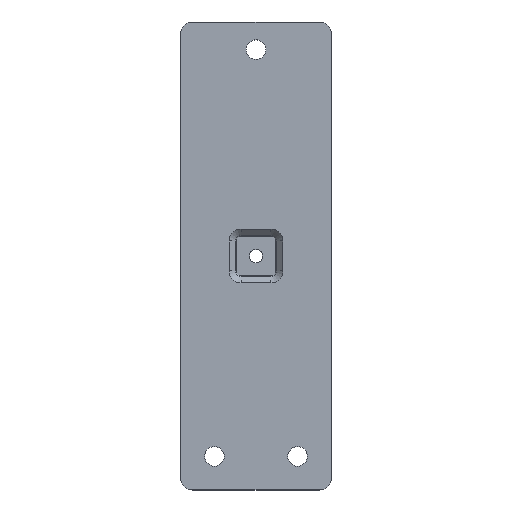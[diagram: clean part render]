
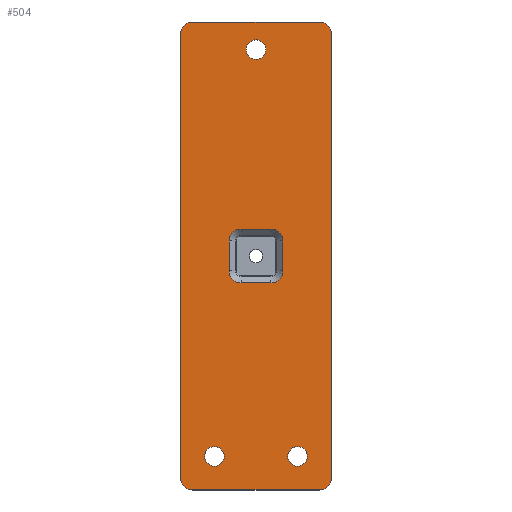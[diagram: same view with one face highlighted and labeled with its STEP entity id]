
A CAD part, top view. The second image highlights one B-rep face of the part: STEP entity #504.
In plain terms, the highlighted planar face has unit normal (0, 0, 1).
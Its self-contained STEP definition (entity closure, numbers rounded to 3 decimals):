
#195=CARTESIAN_POINT('Vertex',(8.25,173.5,25.)) ;
#209=CARTESIAN_POINT('Vertex',(-8.25,173.5,25.)) ;
#212=CARTESIAN_POINT('Axis2P3D Location',(0.,173.5,25.)) ;
#229=CARTESIAN_POINT('Axis2P3D Location',(0.,173.5,25.)) ;
#252=CARTESIAN_POINT('Vertex',(26.75,-168.5,25.)) ;
#266=CARTESIAN_POINT('Vertex',(43.25,-168.5,25.)) ;
#269=CARTESIAN_POINT('Axis2P3D Location',(35.,-168.5,25.)) ;
#286=CARTESIAN_POINT('Axis2P3D Location',(35.,-168.5,25.)) ;
#309=CARTESIAN_POINT('Vertex',(-43.25,-168.5,25.)) ;
#323=CARTESIAN_POINT('Vertex',(-26.75,-168.5,25.)) ;
#326=CARTESIAN_POINT('Axis2P3D Location',(-35.,-168.5,25.)) ;
#343=CARTESIAN_POINT('Axis2P3D Location',(-35.,-168.5,25.)) ;
#355=CARTESIAN_POINT('Axis2P3D Location',(0.,0.,25.)) ;
#360=CARTESIAN_POINT('Line Origine',(63.25,0.,25.)) ;
#364=CARTESIAN_POINT('Vertex',(63.25,-186.75,25.)) ;
#366=CARTESIAN_POINT('Vertex',(63.25,186.75,25.)) ;
#369=CARTESIAN_POINT('Axis2P3D Location',(53.25,186.75,25.)) ;
#373=CARTESIAN_POINT('Vertex',(53.25,196.75,25.)) ;
#376=CARTESIAN_POINT('Line Origine',(0.,196.75,25.)) ;
#380=CARTESIAN_POINT('Vertex',(-53.25,196.75,25.)) ;
#383=CARTESIAN_POINT('Axis2P3D Location',(-53.25,186.75,25.)) ;
#387=CARTESIAN_POINT('Vertex',(-63.25,186.75,25.)) ;
#390=CARTESIAN_POINT('Line Origine',(-63.25,0.,25.)) ;
#394=CARTESIAN_POINT('Vertex',(-63.25,-186.75,25.)) ;
#397=CARTESIAN_POINT('Axis2P3D Location',(-53.25,-186.75,25.)) ;
#401=CARTESIAN_POINT('Vertex',(-53.25,-196.75,25.)) ;
#404=CARTESIAN_POINT('Line Origine',(0.,-196.75,25.)) ;
#408=CARTESIAN_POINT('Vertex',(53.25,-196.75,25.)) ;
#411=CARTESIAN_POINT('Axis2P3D Location',(53.25,-186.75,25.)) ;
#426=CARTESIAN_POINT('Axis2P3D Location',(-12.6,12.6,25.)) ;
#430=CARTESIAN_POINT('Vertex',(-12.6,22.6,25.)) ;
#432=CARTESIAN_POINT('Vertex',(-22.6,12.6,25.)) ;
#435=CARTESIAN_POINT('Line Origine',(0.,22.6,25.)) ;
#439=CARTESIAN_POINT('Vertex',(12.6,22.6,25.)) ;
#442=CARTESIAN_POINT('Axis2P3D Location',(12.6,12.6,25.)) ;
#446=CARTESIAN_POINT('Vertex',(22.6,12.6,25.)) ;
#449=CARTESIAN_POINT('Line Origine',(22.6,0.,25.)) ;
#453=CARTESIAN_POINT('Vertex',(22.6,-12.6,25.)) ;
#456=CARTESIAN_POINT('Axis2P3D Location',(12.6,-12.6,25.)) ;
#460=CARTESIAN_POINT('Vertex',(12.6,-22.6,25.)) ;
#463=CARTESIAN_POINT('Line Origine',(0.,-22.6,25.)) ;
#467=CARTESIAN_POINT('Vertex',(-12.6,-22.6,25.)) ;
#470=CARTESIAN_POINT('Axis2P3D Location',(-12.6,-12.6,25.)) ;
#474=CARTESIAN_POINT('Vertex',(-22.6,-12.6,25.)) ;
#477=CARTESIAN_POINT('Line Origine',(-22.6,0.,25.)) ;
#213=DIRECTION('Axis2P3D Direction',(0.,-0.,-1.)) ;
#230=DIRECTION('Axis2P3D Direction',(0.,-0.,-1.)) ;
#270=DIRECTION('Axis2P3D Direction',(0.,-0.,-1.)) ;
#287=DIRECTION('Axis2P3D Direction',(0.,-0.,-1.)) ;
#327=DIRECTION('Axis2P3D Direction',(0.,-0.,-1.)) ;
#344=DIRECTION('Axis2P3D Direction',(0.,-0.,-1.)) ;
#356=DIRECTION('Axis2P3D Direction',(0.,0.,1.)) ;
#357=DIRECTION('Axis2P3D XDirection',(1.,0.,0.)) ;
#361=DIRECTION('Vector Direction',(0.,-1.,0.)) ;
#370=DIRECTION('Axis2P3D Direction',(0.,0.,1.)) ;
#377=DIRECTION('Vector Direction',(1.,0.,0.)) ;
#384=DIRECTION('Axis2P3D Direction',(0.,0.,1.)) ;
#391=DIRECTION('Vector Direction',(0.,1.,0.)) ;
#398=DIRECTION('Axis2P3D Direction',(0.,0.,1.)) ;
#405=DIRECTION('Vector Direction',(-1.,0.,0.)) ;
#412=DIRECTION('Axis2P3D Direction',(0.,0.,1.)) ;
#427=DIRECTION('Axis2P3D Direction',(0.,0.,1.)) ;
#436=DIRECTION('Vector Direction',(1.,0.,0.)) ;
#443=DIRECTION('Axis2P3D Direction',(0.,0.,1.)) ;
#450=DIRECTION('Vector Direction',(0.,-1.,0.)) ;
#457=DIRECTION('Axis2P3D Direction',(0.,0.,1.)) ;
#464=DIRECTION('Vector Direction',(-1.,0.,0.)) ;
#471=DIRECTION('Axis2P3D Direction',(0.,0.,1.)) ;
#478=DIRECTION('Vector Direction',(0.,1.,0.)) ;
#214=AXIS2_PLACEMENT_3D('Circle Axis2P3D',#212,#213,$) ;
#231=AXIS2_PLACEMENT_3D('Circle Axis2P3D',#229,#230,$) ;
#271=AXIS2_PLACEMENT_3D('Circle Axis2P3D',#269,#270,$) ;
#288=AXIS2_PLACEMENT_3D('Circle Axis2P3D',#286,#287,$) ;
#328=AXIS2_PLACEMENT_3D('Circle Axis2P3D',#326,#327,$) ;
#345=AXIS2_PLACEMENT_3D('Circle Axis2P3D',#343,#344,$) ;
#358=AXIS2_PLACEMENT_3D('Plane Axis2P3D',#355,#356,#357) ;
#371=AXIS2_PLACEMENT_3D('Circle Axis2P3D',#369,#370,$) ;
#385=AXIS2_PLACEMENT_3D('Circle Axis2P3D',#383,#384,$) ;
#399=AXIS2_PLACEMENT_3D('Circle Axis2P3D',#397,#398,$) ;
#413=AXIS2_PLACEMENT_3D('Circle Axis2P3D',#411,#412,$) ;
#428=AXIS2_PLACEMENT_3D('Circle Axis2P3D',#426,#427,$) ;
#444=AXIS2_PLACEMENT_3D('Circle Axis2P3D',#442,#443,$) ;
#458=AXIS2_PLACEMENT_3D('Circle Axis2P3D',#456,#457,$) ;
#472=AXIS2_PLACEMENT_3D('Circle Axis2P3D',#470,#471,$) ;
#417=ORIENTED_EDGE('',*,*,#368,.T.) ;
#418=ORIENTED_EDGE('',*,*,#375,.F.) ;
#419=ORIENTED_EDGE('',*,*,#382,.T.) ;
#420=ORIENTED_EDGE('',*,*,#389,.F.) ;
#421=ORIENTED_EDGE('',*,*,#396,.T.) ;
#422=ORIENTED_EDGE('',*,*,#403,.F.) ;
#423=ORIENTED_EDGE('',*,*,#410,.T.) ;
#424=ORIENTED_EDGE('',*,*,#415,.F.) ;
#483=ORIENTED_EDGE('',*,*,#434,.F.) ;
#484=ORIENTED_EDGE('',*,*,#441,.F.) ;
#485=ORIENTED_EDGE('',*,*,#448,.F.) ;
#486=ORIENTED_EDGE('',*,*,#455,.F.) ;
#487=ORIENTED_EDGE('',*,*,#462,.F.) ;
#488=ORIENTED_EDGE('',*,*,#469,.F.) ;
#489=ORIENTED_EDGE('',*,*,#476,.F.) ;
#490=ORIENTED_EDGE('',*,*,#481,.F.) ;
#493=ORIENTED_EDGE('',*,*,#216,.F.) ;
#494=ORIENTED_EDGE('',*,*,#233,.F.) ;
#497=ORIENTED_EDGE('',*,*,#273,.F.) ;
#498=ORIENTED_EDGE('',*,*,#290,.F.) ;
#501=ORIENTED_EDGE('',*,*,#330,.F.) ;
#502=ORIENTED_EDGE('',*,*,#347,.F.) ;
#491=FACE_BOUND('',#482,.T.) ;
#495=FACE_BOUND('',#492,.T.) ;
#499=FACE_BOUND('',#496,.T.) ;
#503=FACE_BOUND('',#500,.T.) ;
#362=VECTOR('Line Direction',#361,1.) ;
#378=VECTOR('Line Direction',#377,1.) ;
#392=VECTOR('Line Direction',#391,1.) ;
#406=VECTOR('Line Direction',#405,1.) ;
#437=VECTOR('Line Direction',#436,1.) ;
#451=VECTOR('Line Direction',#450,1.) ;
#465=VECTOR('Line Direction',#464,1.) ;
#479=VECTOR('Line Direction',#478,1.) ;
#504=ADVANCED_FACE('PartBody',(#425,#491,#495,#499,#503),#359,.T.) ;
#215=CIRCLE('generated circle',#214,8.25) ;
#232=CIRCLE('generated circle',#231,8.25) ;
#272=CIRCLE('generated circle',#271,8.25) ;
#289=CIRCLE('generated circle',#288,8.25) ;
#329=CIRCLE('generated circle',#328,8.25) ;
#346=CIRCLE('generated circle',#345,8.25) ;
#372=CIRCLE('generated circle',#371,10.) ;
#386=CIRCLE('generated circle',#385,10.) ;
#400=CIRCLE('generated circle',#399,10.) ;
#414=CIRCLE('generated circle',#413,10.) ;
#429=CIRCLE('generated circle',#428,10.) ;
#445=CIRCLE('generated circle',#444,10.) ;
#459=CIRCLE('generated circle',#458,10.) ;
#473=CIRCLE('generated circle',#472,10.) ;
#216=EDGE_CURVE('',#210,#196,#215,.F.) ;
#233=EDGE_CURVE('',#196,#210,#232,.F.) ;
#273=EDGE_CURVE('',#267,#253,#272,.F.) ;
#290=EDGE_CURVE('',#253,#267,#289,.F.) ;
#330=EDGE_CURVE('',#324,#310,#329,.F.) ;
#347=EDGE_CURVE('',#310,#324,#346,.F.) ;
#368=EDGE_CURVE('',#365,#367,#363,.F.) ;
#375=EDGE_CURVE('',#374,#367,#372,.F.) ;
#382=EDGE_CURVE('',#374,#381,#379,.F.) ;
#389=EDGE_CURVE('',#388,#381,#386,.F.) ;
#396=EDGE_CURVE('',#388,#395,#393,.F.) ;
#403=EDGE_CURVE('',#402,#395,#400,.F.) ;
#410=EDGE_CURVE('',#402,#409,#407,.F.) ;
#415=EDGE_CURVE('',#365,#409,#414,.F.) ;
#434=EDGE_CURVE('',#431,#433,#429,.T.) ;
#441=EDGE_CURVE('',#440,#431,#438,.F.) ;
#448=EDGE_CURVE('',#447,#440,#445,.T.) ;
#455=EDGE_CURVE('',#454,#447,#452,.F.) ;
#462=EDGE_CURVE('',#461,#454,#459,.T.) ;
#469=EDGE_CURVE('',#468,#461,#466,.F.) ;
#476=EDGE_CURVE('',#475,#468,#473,.T.) ;
#481=EDGE_CURVE('',#433,#475,#480,.F.) ;
#416=EDGE_LOOP('',(#417,#418,#419,#420,#421,#422,#423,#424)) ;
#482=EDGE_LOOP('',(#483,#484,#485,#486,#487,#488,#489,#490)) ;
#492=EDGE_LOOP('',(#493,#494)) ;
#496=EDGE_LOOP('',(#497,#498)) ;
#500=EDGE_LOOP('',(#501,#502)) ;
#425=FACE_OUTER_BOUND('',#416,.T.) ;
#363=LINE('Line',#360,#362) ;
#379=LINE('Line',#376,#378) ;
#393=LINE('Line',#390,#392) ;
#407=LINE('Line',#404,#406) ;
#438=LINE('Line',#435,#437) ;
#452=LINE('Line',#449,#451) ;
#466=LINE('Line',#463,#465) ;
#480=LINE('Line',#477,#479) ;
#359=PLANE('',#358) ;
#196=VERTEX_POINT('',#195) ;
#210=VERTEX_POINT('',#209) ;
#253=VERTEX_POINT('',#252) ;
#267=VERTEX_POINT('',#266) ;
#310=VERTEX_POINT('',#309) ;
#324=VERTEX_POINT('',#323) ;
#365=VERTEX_POINT('',#364) ;
#367=VERTEX_POINT('',#366) ;
#374=VERTEX_POINT('',#373) ;
#381=VERTEX_POINT('',#380) ;
#388=VERTEX_POINT('',#387) ;
#395=VERTEX_POINT('',#394) ;
#402=VERTEX_POINT('',#401) ;
#409=VERTEX_POINT('',#408) ;
#431=VERTEX_POINT('',#430) ;
#433=VERTEX_POINT('',#432) ;
#440=VERTEX_POINT('',#439) ;
#447=VERTEX_POINT('',#446) ;
#454=VERTEX_POINT('',#453) ;
#461=VERTEX_POINT('',#460) ;
#468=VERTEX_POINT('',#467) ;
#475=VERTEX_POINT('',#474) ;
